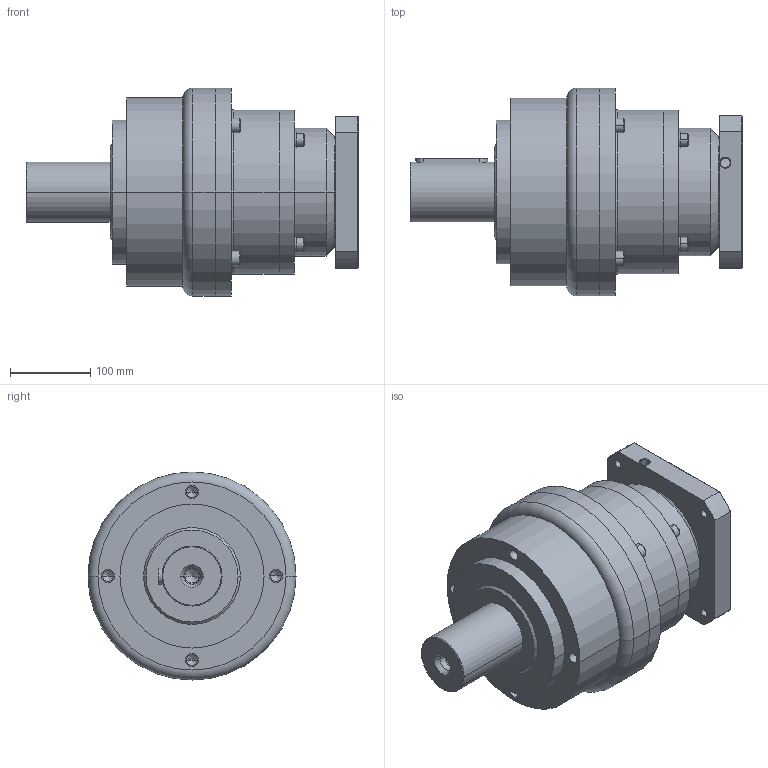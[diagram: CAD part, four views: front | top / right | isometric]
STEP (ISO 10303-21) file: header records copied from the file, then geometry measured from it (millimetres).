
FILE_DESCRIPTION((''),'2;1');
FILE_NAME('AE2352-P0403600601_ASM','2008-09-11T',('d00080'),(''),'PRO/ENGINEER BY PARAMETRIC TECHNOLOGY CORPORATION, 2006170','PRO/ENGINEER BY PARAMETRIC TECHNOLOGY CORPORATION, 2006170','');
FILE_SCHEMA(('CONFIG_CONTROL_DESIGN'));
Length unit declared in the file: millimetre
Products named in the file (10): AE235-2; P247; 220121004; RG-SET3-7_ASM; P1302600001; 233100006; 220100906; COVER-SET-6_ASM; P0403600601; AE2352-P0403600601_ASM
Assembly tree (18 placements, depth 3):
  AE2352-P0403600601_ASM
    AE235-2
    RG-SET3-7_ASM
      P247
      220121004  x4
    COVER-SET-6_ASM
      P1302600001
      233100006  x4
      220100906  x4
    P0403600601
Bounding box: 415 x 260 x 260 mm (x, y, z)
Volume: 11302627.6 mm3; surface area: 672387 mm2
Topology: 16 solids, 26 shells, 529 faces, 1160 edges, 701 vertices
Faces by surface type: cylinder 219, plane 192, cone 86, torus 32
Entity records: 9587 total; most frequent: DIRECTION 1796, CARTESIAN_POINT 1775, ORIENTED_EDGE 1396, AXIS2_PLACEMENT_3D 748, EDGE_CURVE 718, VERTEX_POINT 449, EDGE_LOOP 401, CIRCLE 383
